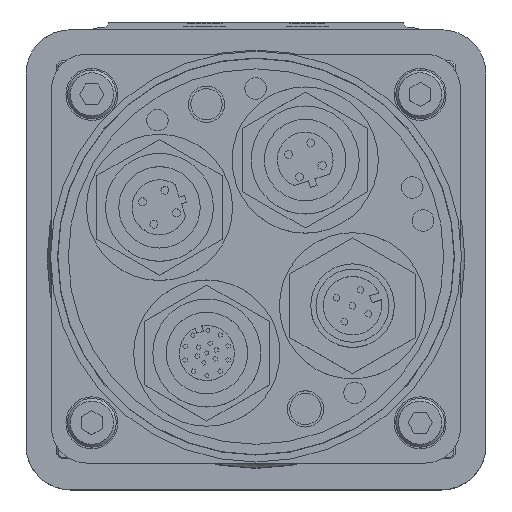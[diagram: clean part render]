
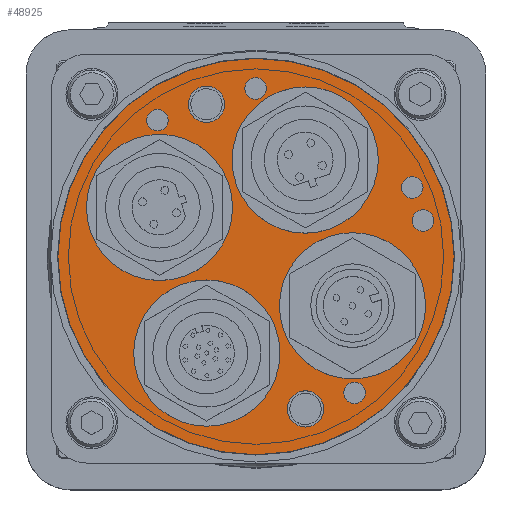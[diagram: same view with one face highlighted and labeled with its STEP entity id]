
A CAD part, top view. The second image highlights one B-rep face of the part: STEP entity #48925.
In plain terms, the highlighted face is planar.
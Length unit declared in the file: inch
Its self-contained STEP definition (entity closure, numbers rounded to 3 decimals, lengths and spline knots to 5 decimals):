
#95 = ORIENTED_EDGE ( 'NONE', *, *, #51727, .F. ) ;
#850 = DIRECTION ( 'NONE',  ( 1., 0., 0. ) ) ;
#2293 = CARTESIAN_POINT ( 'NONE',  ( -0.0583, 0.95118, -10.25197 ) ) ;
#2393 = AXIS2_PLACEMENT_3D ( 'NONE', #22710, #17586, #48133 ) ;
#3135 = CARTESIAN_POINT ( 'NONE',  ( -0.61791, -0.77112, -10.25197 ) ) ;
#3687 = EDGE_LOOP ( 'NONE', ( #47742 ) ) ;
#3807 = CARTESIAN_POINT ( 'NONE',  ( -0.88347, 0.39055, -10.25197 ) ) ;
#4718 = FACE_BOUND ( 'NONE', #3687, .T. ) ;
#5008 = CARTESIAN_POINT ( 'NONE',  ( -0.54565, -0.27802, -10.25197 ) ) ;
#5104 = FACE_BOUND ( 'NONE', #48792, .T. ) ;
#5173 = AXIS2_PLACEMENT_3D ( 'NONE', #30605, #24345, #850 ) ;
#5368 = EDGE_CURVE ( 'NONE', #27536, #27536, #28420, .T. ) ;
#6087 = CIRCLE ( 'NONE', #44818, 0.06102 ) ;
#6351 = DIRECTION ( 'NONE',  ( 0., 0., -1. ) ) ;
#6736 = DIRECTION ( 'NONE',  ( -1., 0., 0. ) ) ;
#8445 = ORIENTED_EDGE ( 'NONE', *, *, #57144, .F. ) ;
#8640 = AXIS2_PLACEMENT_3D ( 'NONE', #60951, #67186, #25708 ) ;
#9054 = EDGE_LOOP ( 'NONE', ( #95 ) ) ;
#9329 = EDGE_LOOP ( 'NONE', ( #36807 ) ) ;
#9870 = CIRCLE ( 'NONE', #2393, 0.10236 ) ;
#10452 = DIRECTION ( 'NONE',  ( -1., 0., 0. ) ) ;
#12096 = EDGE_LOOP ( 'NONE', ( #29312 ) ) ;
#12589 = CARTESIAN_POINT ( 'NONE',  ( 1.12008, 0., -10.25197 ) ) ;
#12819 = FACE_BOUND ( 'NONE', #67155, .T. ) ;
#15255 = DIRECTION ( 'NONE',  ( 1., 0., 0. ) ) ;
#15343 = ORIENTED_EDGE ( 'NONE', *, *, #21242, .F. ) ;
#16720 = CARTESIAN_POINT ( 'NONE',  ( 0.38218, 0.86119, -10.25197 ) ) ;
#16853 = FACE_BOUND ( 'NONE', #33376, .T. ) ;
#17113 = VERTEX_POINT ( 'NONE', #16720 ) ;
#17270 = AXIS2_PLACEMENT_3D ( 'NONE', #50918, #21532, #15255 ) ;
#17572 = ORIENTED_EDGE ( 'NONE', *, *, #69027, .F. ) ;
#17586 = DIRECTION ( 'NONE',  ( 0., 0., -1. ) ) ;
#18538 = ORIENTED_EDGE ( 'NONE', *, *, #48516, .F. ) ;
#18619 = DIRECTION ( 'NONE',  ( 0., 0., -1. ) ) ;
#19091 = PLANE ( 'NONE',  #58745 ) ;
#19929 = VERTEX_POINT ( 'NONE', #2293 ) ;
#20073 = CARTESIAN_POINT ( 'NONE',  ( 0.27802, -0.54565, -10.25197 ) ) ;
#21242 = EDGE_CURVE ( 'NONE', #48538, #48538, #31329, .T. ) ;
#21532 = DIRECTION ( 'NONE',  ( 0., 0., -1. ) ) ;
#21936 = VERTEX_POINT ( 'NONE', #3135 ) ;
#22450 = CARTESIAN_POINT ( 'NONE',  ( -0.9443, 0.20333, -10.25197 ) ) ;
#22710 = CARTESIAN_POINT ( 'NONE',  ( -0.27982, -0.86119, -10.25197 ) ) ;
#23006 = EDGE_CURVE ( 'NONE', #32075, #32075, #36575, .T. ) ;
#23844 = EDGE_CURVE ( 'NONE', #67687, #67687, #36122, .T. ) ;
#24345 = DIRECTION ( 'NONE',  ( 0., 0., 1. ) ) ;
#25507 = EDGE_CURVE ( 'NONE', #73580, #73580, #9870, .T. ) ;
#25625 = AXIS2_PLACEMENT_3D ( 'NONE', #5008, #76275, #28148 ) ;
#25708 = DIRECTION ( 'NONE',  ( -1., 0., 0. ) ) ;
#26037 = EDGE_CURVE ( 'NONE', #19929, #19929, #64940, .T. ) ;
#27321 = VERTEX_POINT ( 'NONE', #69201 ) ;
#27536 = VERTEX_POINT ( 'NONE', #39670 ) ;
#28148 = DIRECTION ( 'NONE',  ( 1., 0., 0. ) ) ;
#28420 = CIRCLE ( 'NONE', #37148, 0.06102 ) ;
#28626 = EDGE_LOOP ( 'NONE', ( #47635 ) ) ;
#29008 = FACE_BOUND ( 'NONE', #37813, .T. ) ;
#29312 = ORIENTED_EDGE ( 'NONE', *, *, #68481, .F. ) ;
#30605 = CARTESIAN_POINT ( 'NONE',  ( 0., 0., -10.25197 ) ) ;
#30857 = FACE_BOUND ( 'NONE', #28626, .T. ) ;
#30936 = CARTESIAN_POINT ( 'NONE',  ( 0.13536, 0.54565, -10.25197 ) ) ;
#31329 = CIRCLE ( 'NONE', #75062, 0.41339 ) ;
#31686 = CARTESIAN_POINT ( 'NONE',  ( 0.95904, 0.27802, -10.25197 ) ) ;
#31796 = CARTESIAN_POINT ( 'NONE',  ( -0.55688, -0.77112, -10.25197 ) ) ;
#31810 = CARTESIAN_POINT ( 'NONE',  ( 0.55688, 0.77112, -10.25197 ) ) ;
#31883 = CIRCLE ( 'NONE', #25625, 0.41339 ) ;
#32075 = VERTEX_POINT ( 'NONE', #74337 ) ;
#32602 = DIRECTION ( 'NONE',  ( 0., 0., -1. ) ) ;
#32760 = AXIS2_PLACEMENT_3D ( 'NONE', #20073, #32602, #38862 ) ;
#33376 = EDGE_LOOP ( 'NONE', ( #47831 ) ) ;
#33647 = EDGE_LOOP ( 'NONE', ( #17572 ) ) ;
#35268 = FACE_BOUND ( 'NONE', #12096, .T. ) ;
#36122 = CIRCLE ( 'NONE', #72405, 0.41339 ) ;
#36227 = AXIS2_PLACEMENT_3D ( 'NONE', #22450, #6351, #47872 ) ;
#36575 = CIRCLE ( 'NONE', #32760, 0.41339 ) ;
#36807 = ORIENTED_EDGE ( 'NONE', *, *, #26037, .F. ) ;
#36901 = DIRECTION ( 'NONE',  ( 0., 0., -1. ) ) ;
#37148 = AXIS2_PLACEMENT_3D ( 'NONE', #31810, #72175, #55673 ) ;
#37813 = EDGE_LOOP ( 'NONE', ( #18538 ) ) ;
#38862 = DIRECTION ( 'NONE',  ( 1., 0., 0. ) ) ;
#39670 = CARTESIAN_POINT ( 'NONE',  ( 0.49586, 0.77112, -10.25197 ) ) ;
#40173 = CARTESIAN_POINT ( 'NONE',  ( 0.54565, 0.27802, -10.25197 ) ) ;
#41128 = FACE_BOUND ( 'NONE', #9329, .T. ) ;
#42275 = EDGE_LOOP ( 'NONE', ( #8445 ) ) ;
#42973 = FACE_OUTER_BOUND ( 'NONE', #9054, .T. ) ;
#43697 = VERTEX_POINT ( 'NONE', #54293 ) ;
#44818 = AXIS2_PLACEMENT_3D ( 'NONE', #3807, #53131, #10452 ) ;
#46628 = FACE_BOUND ( 'NONE', #59858, .T. ) ;
#47390 = DIRECTION ( 'NONE',  ( 1., 0., 0. ) ) ;
#47635 = ORIENTED_EDGE ( 'NONE', *, *, #25507, .F. ) ;
#47742 = ORIENTED_EDGE ( 'NONE', *, *, #5368, .F. ) ;
#47831 = ORIENTED_EDGE ( 'NONE', *, *, #65132, .F. ) ;
#47872 = DIRECTION ( 'NONE',  ( -1., 0., 0. ) ) ;
#48133 = DIRECTION ( 'NONE',  ( 1., 0., 0. ) ) ;
#48223 = AXIS2_PLACEMENT_3D ( 'NONE', #31796, #36901, #6736 ) ;
#48516 = EDGE_CURVE ( 'NONE', #69786, #69786, #50018, .T. ) ;
#48538 = VERTEX_POINT ( 'NONE', #30936 ) ;
#48792 = EDGE_LOOP ( 'NONE', ( #15343 ) ) ;
#48851 = DIRECTION ( 'NONE',  ( 0., 0., 1. ) ) ;
#48925 = ADVANCED_FACE ( 'NONE', ( #46628, #5104, #35268, #42973, #30857, #16853, #12819, #71279, #29008, #55092, #41128, #4718 ), #19091, .F. ) ;
#49224 = CARTESIAN_POINT ( 'NONE',  ( 0., 0., -10.25197 ) ) ;
#50018 = CIRCLE ( 'NONE', #36227, 0.06102 ) ;
#50196 = ORIENTED_EDGE ( 'NONE', *, *, #23844, .F. ) ;
#50918 = CARTESIAN_POINT ( 'NONE',  ( 0.27982, 0.86119, -10.25197 ) ) ;
#51727 = EDGE_CURVE ( 'NONE', #66224, #66224, #53980, .T. ) ;
#52692 = DIRECTION ( 'NONE',  ( 0., 0., -1. ) ) ;
#53131 = DIRECTION ( 'NONE',  ( 0., 0., -1. ) ) ;
#53861 = DIRECTION ( 'NONE',  ( 1., 0., 0. ) ) ;
#53980 = CIRCLE ( 'NONE', #5173, 1.12008 ) ;
#54293 = CARTESIAN_POINT ( 'NONE',  ( -0.9445, 0.39055, -10.25197 ) ) ;
#55030 = ORIENTED_EDGE ( 'NONE', *, *, #23006, .F. ) ;
#55092 = FACE_BOUND ( 'NONE', #42275, .T. ) ;
#55673 = DIRECTION ( 'NONE',  ( -1., 0., 0. ) ) ;
#55690 = CIRCLE ( 'NONE', #48223, 0.06102 ) ;
#57144 = EDGE_CURVE ( 'NONE', #21936, #21936, #55690, .T. ) ;
#58745 = AXIS2_PLACEMENT_3D ( 'NONE', #49224, #48851, #47390 ) ;
#59858 = EDGE_LOOP ( 'NONE', ( #55030 ) ) ;
#60951 = CARTESIAN_POINT ( 'NONE',  ( 0.00272, 0.95118, -10.25197 ) ) ;
#61689 = CARTESIAN_POINT ( 'NONE',  ( -1.00533, 0.20333, -10.25197 ) ) ;
#64779 = CIRCLE ( 'NONE', #17270, 0.10236 ) ;
#64940 = CIRCLE ( 'NONE', #8640, 0.06102 ) ;
#65132 = EDGE_CURVE ( 'NONE', #27321, #27321, #31883, .T. ) ;
#66224 = VERTEX_POINT ( 'NONE', #12589 ) ;
#67155 = EDGE_LOOP ( 'NONE', ( #50196 ) ) ;
#67186 = DIRECTION ( 'NONE',  ( 0., 0., -1. ) ) ;
#67687 = VERTEX_POINT ( 'NONE', #31686 ) ;
#68481 = EDGE_CURVE ( 'NONE', #17113, #17113, #64779, .T. ) ;
#69027 = EDGE_CURVE ( 'NONE', #43697, #43697, #6087, .T. ) ;
#69201 = CARTESIAN_POINT ( 'NONE',  ( -0.13227, -0.27802, -10.25197 ) ) ;
#69222 = CARTESIAN_POINT ( 'NONE',  ( -0.17746, -0.86119, -10.25197 ) ) ;
#69786 = VERTEX_POINT ( 'NONE', #61689 ) ;
#71279 = FACE_BOUND ( 'NONE', #33647, .T. ) ;
#72175 = DIRECTION ( 'NONE',  ( 0., 0., -1. ) ) ;
#72277 = CARTESIAN_POINT ( 'NONE',  ( -0.27802, 0.54565, -10.25197 ) ) ;
#72405 = AXIS2_PLACEMENT_3D ( 'NONE', #40173, #52692, #76563 ) ;
#73580 = VERTEX_POINT ( 'NONE', #69222 ) ;
#74337 = CARTESIAN_POINT ( 'NONE',  ( 0.69141, -0.54565, -10.25197 ) ) ;
#75062 = AXIS2_PLACEMENT_3D ( 'NONE', #72277, #18619, #53861 ) ;
#76275 = DIRECTION ( 'NONE',  ( 0., 0., -1. ) ) ;
#76563 = DIRECTION ( 'NONE',  ( 1., 0., 0. ) ) ;
